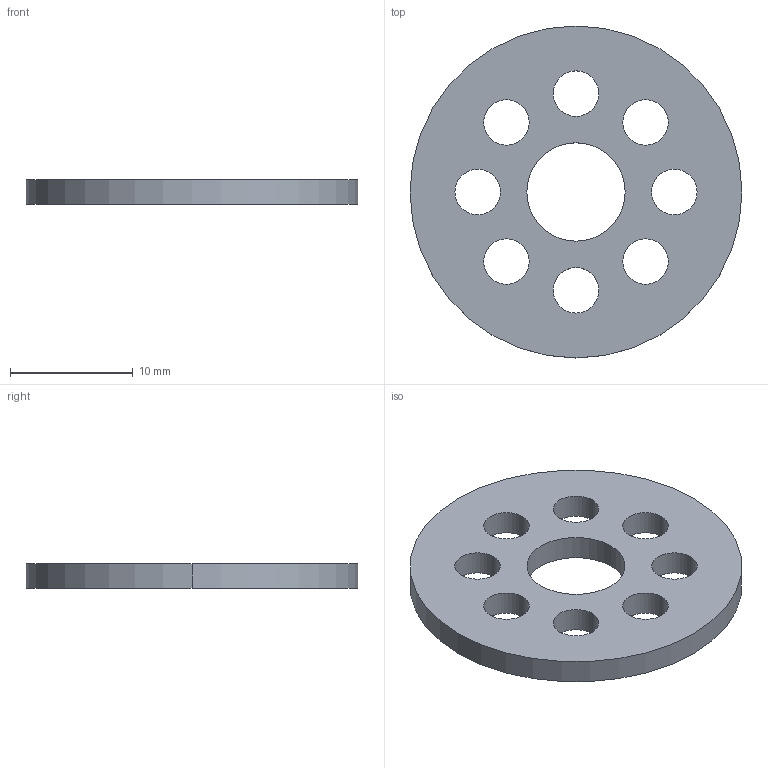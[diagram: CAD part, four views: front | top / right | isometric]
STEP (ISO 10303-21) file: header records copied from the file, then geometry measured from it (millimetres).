
FILE_DESCRIPTION (( 'STEP AP214' ), '1' );
FILE_NAME ('39387_TX-Flat 2mm Spacer.STEP', '2017-02-01T20:54:49', ( '' ), ( '' ), 'SwSTEP 2.0', 'SolidWorks 2016', '' );
FILE_SCHEMA (( 'AUTOMOTIVE_DESIGN' ));
Length unit declared in the file: millimetre
Products named in the file (2): 39387_TX-Flat 2mm Spacer
Bounding box: 27 x 27 x 2 mm (x, y, z)
Volume: 872.5 mm3; surface area: 1278.4 mm2
Topology: 1 solids, 1 shells, 22 faces, 60 edges, 40 vertices
Faces by surface type: cylinder 20, plane 2
Entity records: 809 total; most frequent: DIRECTION 148, CARTESIAN_POINT 124, ORIENTED_EDGE 120, AXIS2_PLACEMENT_3D 64, EDGE_CURVE 60, VERTEX_POINT 40, CIRCLE 40, EDGE_LOOP 40
